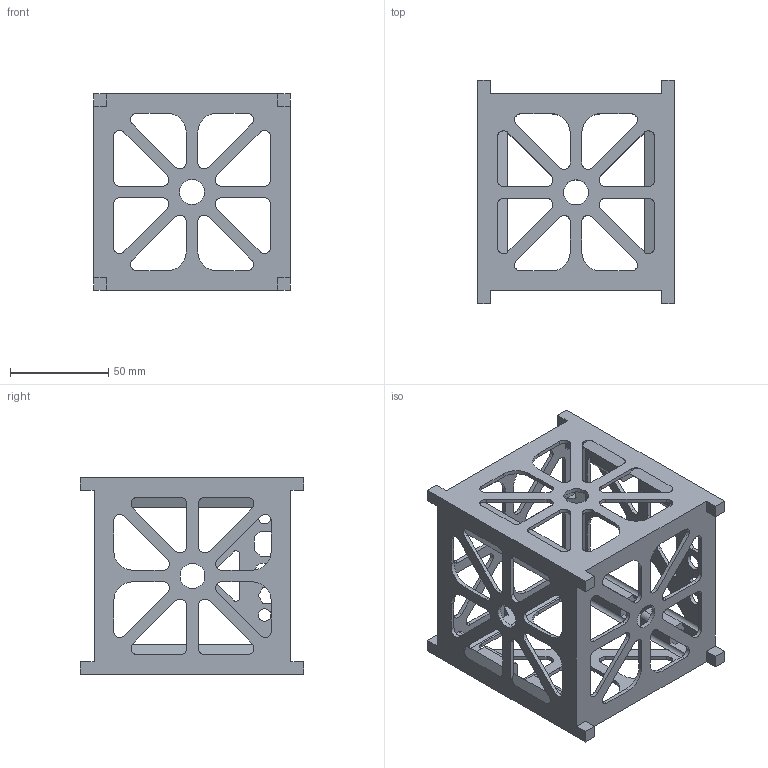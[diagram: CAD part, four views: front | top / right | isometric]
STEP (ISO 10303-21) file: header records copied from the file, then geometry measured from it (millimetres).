
FILE_DESCRIPTION(/* description */ (''),/* implementation_level */ '2;1');
FILE_NAME(/* name */ 'Cubesat frame_sldprt.stp',/* time_stamp */ '2020-12-14T06:26:27+06:00',/* author */ (''),/* organization */ (''),/* preprocessor_version */ 'ST-DEVELOPER v16',/* originating_system */ 'SIEMENS PLM Software NX 11.0',/* authorisation */ '');
FILE_SCHEMA (('AUTOMOTIVE_DESIGN { 1 0 10303 214 3 1 1 1 }'));
Length unit declared in the file: millimetre
Products named in the file (1): Cubesat frame_sldprt
Bounding box: 100 x 113.5 x 100 mm (x, y, z)
Volume: 105413 mm3; surface area: 83826.7 mm2
Topology: 1 solids, 1 shells, 555 faces, 1591 edges, 1036 vertices
Faces by surface type: plane 369, cylinder 186
Full cylindrical faces by diameter (mm): 3 x12, 6.35 x2, 7.925 x1, 12.7 x6
Entity records: 18134 total; most frequent: CARTESIAN_POINT 3150, ORIENTED_EDGE 3128, DIRECTION 3064, EDGE_CURVE 1564, LINE 1176, VECTOR 1176, VERTEX_POINT 1030, AXIS2_PLACEMENT_3D 944
